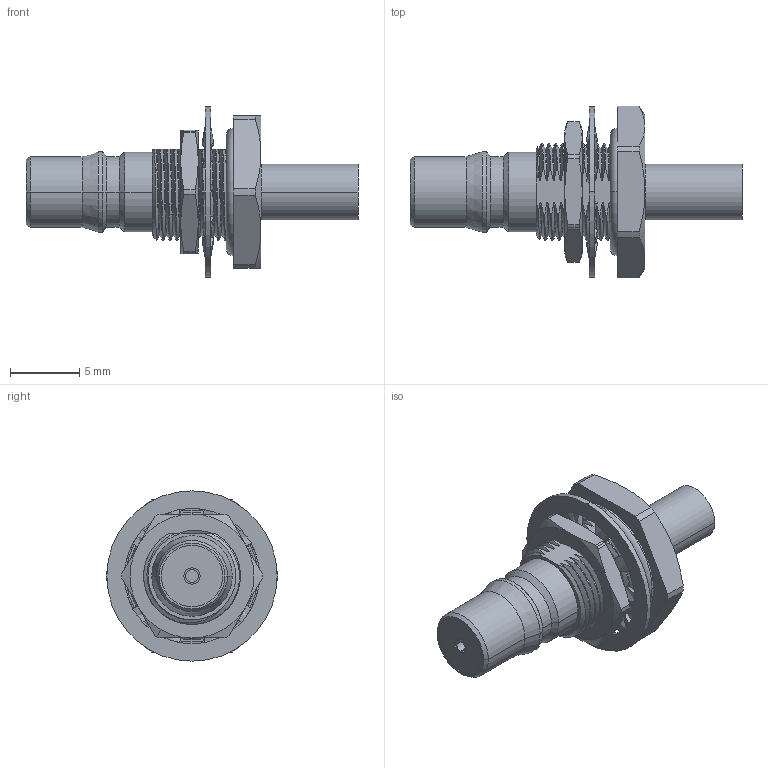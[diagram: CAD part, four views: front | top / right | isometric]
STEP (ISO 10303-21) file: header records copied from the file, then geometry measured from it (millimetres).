
FILE_DESCRIPTION (( 'STEP AP203' ), '1' );
FILE_NAME ('FMCN1895.STEP', '2022-01-21T23:27:32', ( '' ), ( '' ), 'SwSTEP 2.0', 'SolidWorks 2021', '' );
FILE_SCHEMA (( 'CONFIG_CONTROL_DESIGN' ));
Length unit declared in the file: inch
Products named in the file (1): FMCN1895
Bounding box: 24.02 x 12.44 x 12.32 mm (x, y, z)
Volume: 717.8 mm3; surface area: 1299.6 mm2
Topology: 5 solids, 5 shells, 267 faces, 753 edges, 502 vertices
Faces by surface type: cylinder 90, bspline 82, plane 56, cone 35, torus 4
Entity records: 22048 total; most frequent: CARTESIAN_POINT 16013, ORIENTED_EDGE 1506, DIRECTION 937, EDGE_CURVE 753, VERTEX_POINT 502, AXIS2_PLACEMENT_3D 371, EDGE_LOOP 281, ADVANCED_FACE 267
